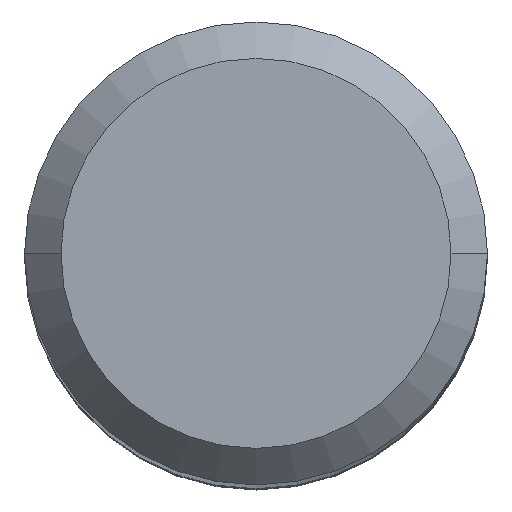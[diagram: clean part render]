
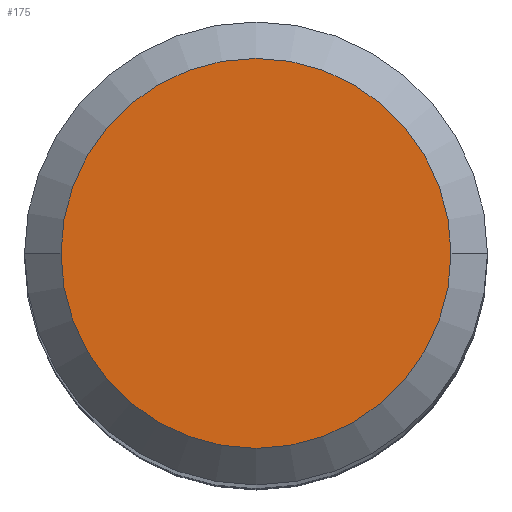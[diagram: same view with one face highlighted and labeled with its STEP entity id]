
A CAD part, top view. The second image highlights one B-rep face of the part: STEP entity #175.
In plain terms, the highlighted planar face has unit normal (0, 0, 1).
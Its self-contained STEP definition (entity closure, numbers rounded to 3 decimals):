
#127=FACE_OUTER_BOUND('',#235,.T.);
#175=ADVANCED_FACE('',(#127),#183,.F.);
#183=PLANE('',#1052);
#235=EDGE_LOOP('',(#444,#445));
#444=ORIENTED_EDGE('',*,*,#623,.T.);
#445=ORIENTED_EDGE('',*,*,#626,.T.);
#518=VERTEX_POINT('',#1677);
#519=VERTEX_POINT('',#1678);
#623=EDGE_CURVE('',#518,#519,#719,.T.);
#626=EDGE_CURVE('',#519,#518,#720,.T.);
#719=CIRCLE('',#1048,5.35);
#720=CIRCLE('',#1050,5.35);
#1048=AXIS2_PLACEMENT_3D('',#1676,#1367,#1368);
#1050=AXIS2_PLACEMENT_3D('',#1682,#1373,#1374);
#1052=AXIS2_PLACEMENT_3D('',#1684,#1377,#1378);
#1367=DIRECTION('',(0.,0.,1.));
#1368=DIRECTION('',(-1.,0.,0.));
#1373=DIRECTION('',(0.,0.,1.));
#1374=DIRECTION('',(1.,0.,0.));
#1377=DIRECTION('',(0.,0.,-1.));
#1378=DIRECTION('',(1.,0.,0.));
#1676=CARTESIAN_POINT('',(0.,0.,0.));
#1677=CARTESIAN_POINT('',(-5.35,0.,0.));
#1678=CARTESIAN_POINT('',(5.35,0.,0.));
#1682=CARTESIAN_POINT('',(0.,0.,0.));
#1684=CARTESIAN_POINT('',(0.,0.,0.));
